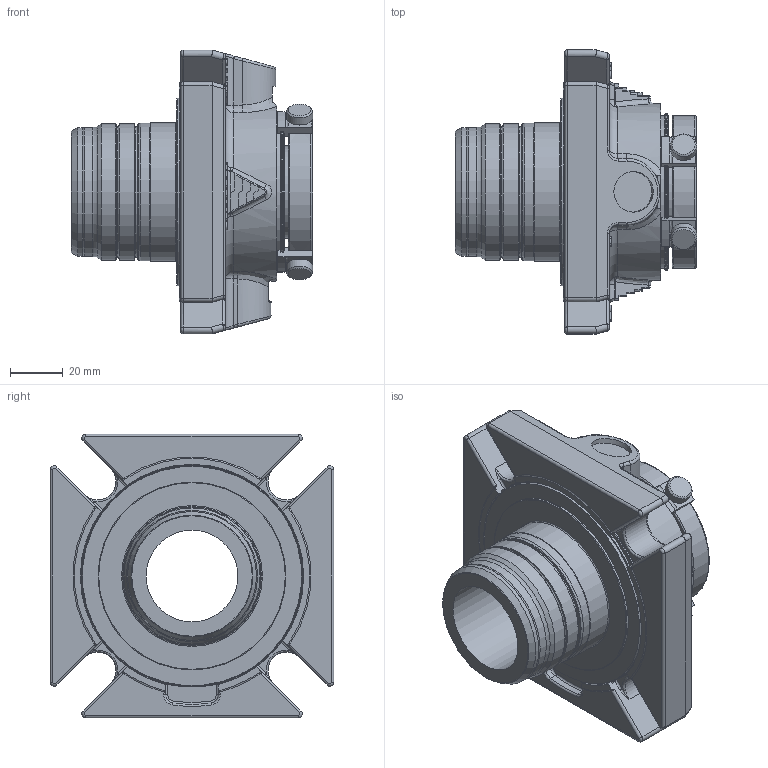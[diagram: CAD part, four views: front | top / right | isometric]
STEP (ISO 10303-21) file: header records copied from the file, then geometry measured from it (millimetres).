
FILE_DESCRIPTION(/* description */ ('Unknown'),/* implementation_level */ '2;1');
FILE_NAME(/* name */ '1.375-DMSF-LARGE-BOX-BORE-SEAL-ARRANGEMENT',/* time_stamp */ '2023-06-02T14:30:18+01:00',/* author */ ('Unknown'),/* organization */ ('Unknown'),/* preprocessor_version */ 'ST-DEVELOPER v18.102',/* originating_system */ 'Solid Edge',/* authorisation */ 'Unknown');
FILE_SCHEMA (('AUTOMOTIVE_DESIGN {1 0 10303 214 3 1 1}'));
Length unit declared in the file: millimetre
Products named in the file (1): 1.375-DMSF-LARGE-BOX-BORE-SEAL-ARRANGEMENT
Bounding box: 92 x 107.95 x 107.95 mm (x, y, z)
Volume: 290460.8 mm3; surface area: 60284.6 mm2
Topology: 1 solids, 1 shells, 886 faces, 2376 edges, 1526 vertices
Faces by surface type: plane 335, cylinder 256, bspline 165, torus 84, cone 42, sphere 4
Full cylindrical faces by diameter (mm): 3.136 x2, 6 x4, 9.89 x4, 15.5 x2, 34.925 x1, 35.027 x1, 36.982 x1, 49.073 x2, 49.733 x2, 51.791 x1, 51.816 x1, 52.502 x1, 52.756 x1, 58.166 x3, 59.69 x1, 71.501 x1, 80.848 x1, 83.5 x1, 83.795 x1, 84.201 x1, 84.455 x1
Entity records: 35721 total; most frequent: CARTESIAN_POINT 8760, ORIENTED_EDGE 4552, DIRECTION 3895, EDGE_CURVE 2276, VERTEX_POINT 1503, AXIS2_PLACEMENT_3D 1396, LINE 1103, VECTOR 1103
